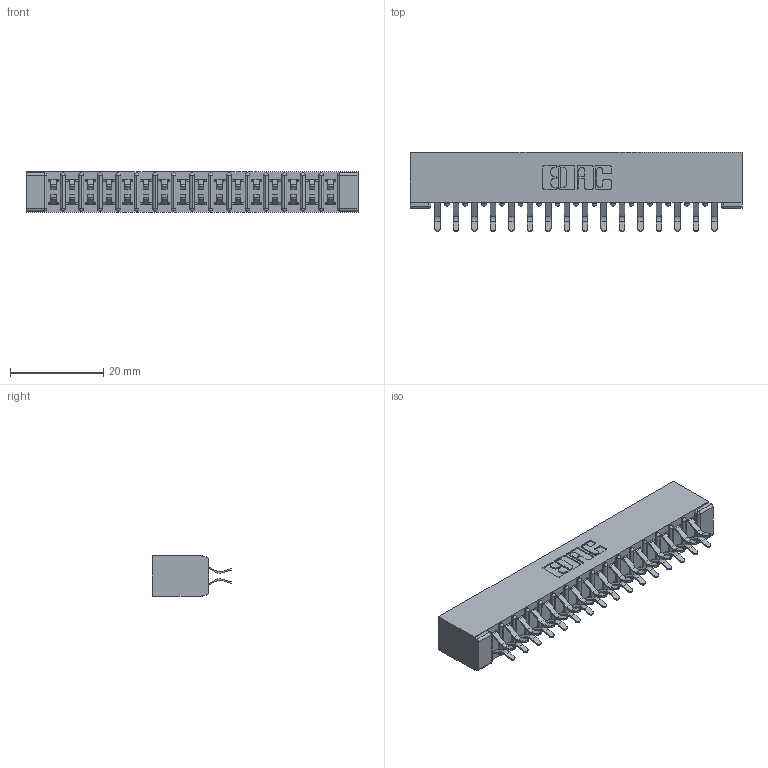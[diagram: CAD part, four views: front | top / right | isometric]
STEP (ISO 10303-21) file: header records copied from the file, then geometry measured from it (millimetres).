
FILE_DESCRIPTION (( 'STEP AP203' ), '1' );
FILE_NAME ('307-032-456-201.STEP', '2020-09-29T11:26:02', ( '' ), ( '' ), 'SwSTEP 2.0', 'SolidWorks 2020', '' );
FILE_SCHEMA (( 'CONFIG_CONTROL_DESIGN' ));
Length unit declared in the file: inch
Products named in the file (3): 307-290-001_556; 307 Part_No Mounting Lugs; 307-032-456-201
Assembly tree (33 placements, depth 2):
  307-032-456-201
    307 Part_No Mounting Lugs
    307-290-001_556  x32
Bounding box: 71.27 x 16.97 x 8.71 mm (x, y, z)
Volume: 4890 mm3; surface area: 8762.7 mm2
Topology: 33 solids, 33 shells, 1727 faces, 4843 edges, 3138 vertices
Faces by surface type: plane 1122, cylinder 571, sphere 34
Entity records: 17260 total; most frequent: CARTESIAN_POINT 2828, ORIENTED_EDGE 2798, DIRECTION 2781, EDGE_CURVE 1399, VECTOR 1063, LINE 1063, VERTEX_POINT 906, AXIS2_PLACEMENT_3D 859
